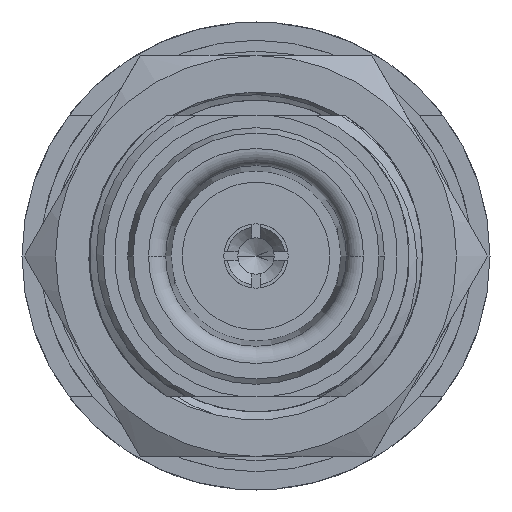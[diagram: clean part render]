
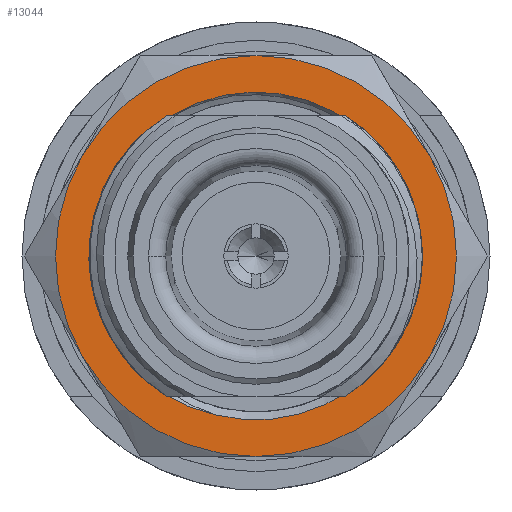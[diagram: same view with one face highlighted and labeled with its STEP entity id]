
A CAD part, left-side view. The second image highlights one B-rep face of the part: STEP entity #13044.
In plain terms, the highlighted planar face has unit normal (-1, 0, 0).
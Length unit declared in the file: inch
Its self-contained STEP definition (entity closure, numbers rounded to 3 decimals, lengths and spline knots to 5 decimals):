
#832=DIRECTION('',(0.,1.,0.));
#833=VECTOR('',#832,0.00535);
#834=CARTESIAN_POINT('',(0.52554,0.15642,
0.26358));
#835=LINE('',#834,#833);
#930=CARTESIAN_POINT('',(0.52554,0.,0.));
#931=DIRECTION('',(1.,0.,0.));
#932=DIRECTION('',(0.,0.866,-0.5));
#933=AXIS2_PLACEMENT_3D('',#930,#931,#932);
#935=CARTESIAN_POINT('',(0.52554,0.,0.));
#936=DIRECTION('',(1.,0.,0.));
#937=DIRECTION('',(0.,0.866,0.5));
#938=AXIS2_PLACEMENT_3D('',#935,#936,#937);
#940=CARTESIAN_POINT('',(0.52554,0.,0.));
#941=DIRECTION('',(1.,0.,0.));
#942=DIRECTION('',(0.,-0.866,0.5));
#943=AXIS2_PLACEMENT_3D('',#940,#941,#942);
#945=CARTESIAN_POINT('',(0.52554,0.,0.));
#946=DIRECTION('',(1.,0.,0.));
#947=DIRECTION('',(0.,-0.866,-0.5));
#948=AXIS2_PLACEMENT_3D('',#945,#946,#947);
#950=CARTESIAN_POINT('',(0.52554,0.31201,
-0.01755));
#951=CARTESIAN_POINT('',(0.52554,0.31214,
-0.01064));
#952=CARTESIAN_POINT('',(0.52554,0.31194,
0.00315));
#953=CARTESIAN_POINT('',(0.52554,0.31084,
0.01687));
#954=CARTESIAN_POINT('',(0.52554,0.31006,
0.02371));
#956=CARTESIAN_POINT('',(0.52554,0.21678,
-0.22508));
#957=CARTESIAN_POINT('',(0.52554,0.2224,
-0.21967));
#958=CARTESIAN_POINT('',(0.52554,0.23321,
-0.20845));
#959=CARTESIAN_POINT('',(0.52554,0.24813,
-0.19044));
#960=CARTESIAN_POINT('',(0.52554,0.26168,
-0.17136));
#961=CARTESIAN_POINT('',(0.52554,0.27375,
-0.15133));
#962=CARTESIAN_POINT('',(0.52554,0.28429,
-0.13045));
#963=CARTESIAN_POINT('',(0.52554,0.29325,
-0.10883));
#964=CARTESIAN_POINT('',(0.52554,0.30056,
-0.08662));
#965=CARTESIAN_POINT('',(0.52554,0.30619,
-0.06391));
#966=CARTESIAN_POINT('',(0.52554,0.31011,
-0.04085));
#967=CARTESIAN_POINT('',(0.52554,0.31157,
-0.02534));
#968=CARTESIAN_POINT('',(0.52554,0.31201,
-0.01755));
#970=CARTESIAN_POINT('',(0.52554,0.07535,
-0.29709));
#971=CARTESIAN_POINT('',(0.52554,0.08278,
-0.2955));
#972=CARTESIAN_POINT('',(0.52554,0.0975,
-0.29178));
#973=CARTESIAN_POINT('',(0.52554,0.11918,
-0.28455));
#974=CARTESIAN_POINT('',(0.52554,0.14031,
-0.27571));
#975=CARTESIAN_POINT('',(0.52554,0.16075,
-0.26532));
#976=CARTESIAN_POINT('',(0.52554,0.18043,
-0.2534));
#977=CARTESIAN_POINT('',(0.52554,0.1992,
-0.24004));
#978=CARTESIAN_POINT('',(0.52554,0.21103,
-0.23023));
#979=CARTESIAN_POINT('',(0.52554,0.21678,
-0.22508));
#981=CARTESIAN_POINT('',(0.52554,0.,0.));
#982=DIRECTION('',(-1.,0.,0.));
#983=DIRECTION('',(0.,0.866,-0.5));
#984=AXIS2_PLACEMENT_3D('',#981,#982,#983);
#5307=CARTESIAN_POINT('',(0.52554,0.31006,
0.02371));
#5308=CARTESIAN_POINT('',(0.52554,0.31005,
0.02397));
#5309=CARTESIAN_POINT('',(0.52554,0.31003,
0.02449));
#5310=CARTESIAN_POINT('',(0.52554,0.31001,
0.02501));
#5311=CARTESIAN_POINT('',(0.52554,0.31,
0.02527));
#5343=CARTESIAN_POINT('',(0.52554,0.,0.));
#5344=DIRECTION('',(1.,0.,0.));
#5345=DIRECTION('',(0.,0.997,0.081));
#5346=AXIS2_PLACEMENT_3D('',#5343,#5344,#5345);
#5400=CARTESIAN_POINT('',(0.52554,0.20133,
0.23707));
#5401=CARTESIAN_POINT('',(0.52554,0.19506,
0.24201));
#5402=CARTESIAN_POINT('',(0.52554,0.18219,
0.25136));
#5403=CARTESIAN_POINT('',(0.52554,0.16868,
0.25968));
#5404=CARTESIAN_POINT('',(0.52554,0.16176,
0.26358));
#7329=CARTESIAN_POINT('',(0.52554,0.,0.));
#7330=DIRECTION('',(1.,0.,0.));
#7331=DIRECTION('',(0.,0.51,0.86));
#7332=AXIS2_PLACEMENT_3D('',#7329,#7330,#7331);
#9800=CARTESIAN_POINT('',(0.52554,0.,0.));
#9801=DIRECTION('',(-1.,0.,0.));
#9802=DIRECTION('',(0.,-0.866,0.5));
#9803=AXIS2_PLACEMENT_3D('',#9800,#9801,#9802);
#11196=VERTEX_POINT('',#956);
#11197=VERTEX_POINT('',#968);
#11205=VERTEX_POINT('',#970);
#11206=CARTESIAN_POINT('',(0.52554,0.32476,
-0.1875));
#11207=CARTESIAN_POINT('',(0.52554,0.32476,0.1875));
#11208=VERTEX_POINT('',#11206);
#11209=VERTEX_POINT('',#11207);
#11210=CARTESIAN_POINT('',(0.52554,0.,0.375));
#11211=VERTEX_POINT('',#11210);
#11212=CARTESIAN_POINT('',(0.52554,-0.32476,
0.1875));
#11213=CARTESIAN_POINT('',(0.52554,-0.32476,-0.1875));
#11214=VERTEX_POINT('',#11212);
#11215=VERTEX_POINT('',#11213);
#11216=CARTESIAN_POINT('',(0.52554,0.,-0.375));
#11217=VERTEX_POINT('',#11216);
#11237=CARTESIAN_POINT('',(0.52554,0.31,
0.02527));
#11238=CARTESIAN_POINT('',(0.52554,0.20133,
0.23707));
#11239=VERTEX_POINT('',#11237);
#11240=VERTEX_POINT('',#11238);
#11245=VERTEX_POINT('',#5307);
#11253=VERTEX_POINT('',#5404);
#11291=CARTESIAN_POINT('',(0.52554,0.15642,
0.26358));
#11292=VERTEX_POINT('',#11291);
#13009=CARTESIAN_POINT('',(0.52554,0.,0.));
#13010=DIRECTION('',(1.,0.,0.));
#13011=DIRECTION('',(0.,-0.5,0.866));
#13012=AXIS2_PLACEMENT_3D('',#13009,#13010,#13011);
#13013=PLANE('',#13012);
#13015=ORIENTED_EDGE('',*,*,#13014,.F.);
#13017=ORIENTED_EDGE('',*,*,#13016,.T.);
#13019=ORIENTED_EDGE('',*,*,#13018,.T.);
#13021=ORIENTED_EDGE('',*,*,#13020,.F.);
#13023=ORIENTED_EDGE('',*,*,#13022,.T.);
#13025=ORIENTED_EDGE('',*,*,#13024,.T.);
#13026=EDGE_LOOP('',(#13015,#13017,#13019,#13021,#13023,#13025));
#13027=FACE_OUTER_BOUND('',#13026,.F.);
#13029=ORIENTED_EDGE('',*,*,#13028,.F.);
#13031=ORIENTED_EDGE('',*,*,#13030,.F.);
#13032=ORIENTED_EDGE('',*,*,#12443,.F.);
#13034=ORIENTED_EDGE('',*,*,#13033,.F.);
#13036=ORIENTED_EDGE('',*,*,#13035,.F.);
#13038=ORIENTED_EDGE('',*,*,#13037,.F.);
#13039=ORIENTED_EDGE('',*,*,#12659,.T.);
#13041=ORIENTED_EDGE('',*,*,#13040,.F.);
#13042=EDGE_LOOP('',(#13029,#13031,#13032,#13034,#13036,#13038,#13039,#13041));
#13043=FACE_BOUND('',#13042,.F.);
#13044=ADVANCED_FACE('',(#13027,#13043),#13013,.F.);
#934=CIRCLE('',#933,0.375);
#939=CIRCLE('',#938,0.375);
#944=CIRCLE('',#943,0.375);
#949=CIRCLE('',#948,0.375);
#955=B_SPLINE_CURVE_WITH_KNOTS('',3,(#950,#951,#952,#953,#954),.UNSPECIFIED.,
.F.,.F.,(4,1,4),(0.,0.5,1.),.UNSPECIFIED.);
#969=B_SPLINE_CURVE_WITH_KNOTS('',3,(#956,#957,#958,#959,#960,#961,#962,#963,
#964,#965,#966,#967,#968),.UNSPECIFIED.,.F.,.F.,(4,1,1,1,1,1,1,1,1,1,4),(0.,
0.1,0.2,0.3,0.4,0.5,0.6,0.7,0.8,0.9,1.),.UNSPECIFIED.);
#980=B_SPLINE_CURVE_WITH_KNOTS('',3,(#970,#971,#972,#973,#974,#975,#976,#977,
#978,#979),.UNSPECIFIED.,.F.,.F.,(4,1,1,1,1,1,1,4),(0.,0.14286,
0.28571,0.42857,0.57143,0.71429,
0.85714,1.),.UNSPECIFIED.);
#985=CIRCLE('',#984,0.375);
#5312=B_SPLINE_CURVE_WITH_KNOTS('',3,(#5307,#5308,#5309,#5310,#5311),
.UNSPECIFIED.,.F.,.F.,(4,1,4),(0.,0.5,1.),.UNSPECIFIED.);
#5347=CIRCLE('',#5346,0.31102);
#5405=B_SPLINE_CURVE_WITH_KNOTS('',3,(#5400,#5401,#5402,#5403,#5404),
.UNSPECIFIED.,.F.,.F.,(4,1,4),(0.,0.5,1.),.UNSPECIFIED.);
#7333=CIRCLE('',#7332,0.3065);
#9804=CIRCLE('',#9803,0.375);
#12443=EDGE_CURVE('',#11197,#11245,#955,.T.);
#12659=EDGE_CURVE('',#11292,#11253,#835,.T.);
#13014=EDGE_CURVE('',#11208,#11217,#985,.T.);
#13016=EDGE_CURVE('',#11208,#11209,#934,.T.);
#13018=EDGE_CURVE('',#11209,#11211,#939,.T.);
#13020=EDGE_CURVE('',#11214,#11211,#9804,.T.);
#13022=EDGE_CURVE('',#11214,#11215,#944,.T.);
#13024=EDGE_CURVE('',#11215,#11217,#949,.T.);
#13028=EDGE_CURVE('',#11239,#11240,#5347,.T.);
#13030=EDGE_CURVE('',#11245,#11239,#5312,.T.);
#13033=EDGE_CURVE('',#11196,#11197,#969,.T.);
#13035=EDGE_CURVE('',#11205,#11196,#980,.T.);
#13037=EDGE_CURVE('',#11292,#11205,#7333,.T.);
#13040=EDGE_CURVE('',#11240,#11253,#5405,.T.);
